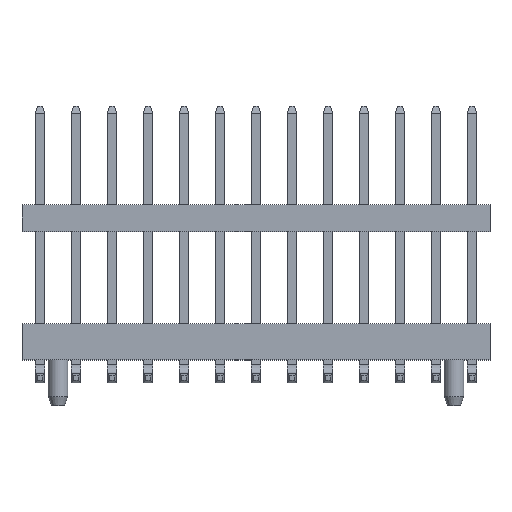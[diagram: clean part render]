
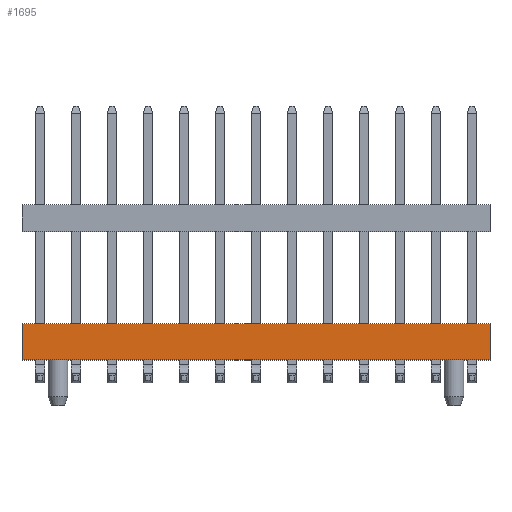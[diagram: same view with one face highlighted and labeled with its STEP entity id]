
A CAD part, top view. The second image highlights one B-rep face of the part: STEP entity #1695.
In plain terms, the highlighted planar face has unit normal (0, 0, 1).
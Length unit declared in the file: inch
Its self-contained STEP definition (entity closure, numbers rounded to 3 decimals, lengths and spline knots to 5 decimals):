
#1695 = ADVANCED_FACE( '', ( #3809 ), #3810, .F. );
#3809 = FACE_OUTER_BOUND( '', #6357, .T. );
#3810 = PLANE( '', #6358 );
#6357 = EDGE_LOOP( '', ( #11284, #11285, #11286, #11287 ) );
#6358 = AXIS2_PLACEMENT_3D( '', #11288, #11289, #11290 );
#11284 = ORIENTED_EDGE( '', *, *, #17212, .T. );
#11285 = ORIENTED_EDGE( '', *, *, #17213, .F. );
#11286 = ORIENTED_EDGE( '', *, *, #17214, .F. );
#11287 = ORIENTED_EDGE( '', *, *, #15242, .T. );
#11288 = CARTESIAN_POINT( '', ( -0.51181, 0.079, 0.0775 ) );
#11289 = DIRECTION( '', ( 0., 0., -1. ) );
#11290 = DIRECTION( '', ( -1., 0., 0. ) );
#15242 = EDGE_CURVE( '', #18240, #18238, #18241, .T. );
#17212 = EDGE_CURVE( '', #18238, #21390, #21391, .T. );
#17213 = EDGE_CURVE( '', #21392, #21390, #21393, .T. );
#17214 = EDGE_CURVE( '', #18240, #21392, #21394, .T. );
#18238 = VERTEX_POINT( '', #22624 );
#18240 = VERTEX_POINT( '', #22627 );
#18241 = LINE( '', #22628, #22629 );
#21390 = VERTEX_POINT( '', #27268 );
#21391 = LINE( '', #27269, #27270 );
#21392 = VERTEX_POINT( '', #27271 );
#21393 = LINE( '', #27272, #27273 );
#21394 = LINE( '', #27274, #27275 );
#22624 = CARTESIAN_POINT( '', ( -0.51181, 0., 0.0775 ) );
#22627 = CARTESIAN_POINT( '', ( -0.51181, 0.079, 0.0775 ) );
#22628 = CARTESIAN_POINT( '', ( -0.51181, 0.079, 0.0775 ) );
#22629 = VECTOR( '', #29079, 39.37008 );
#27268 = CARTESIAN_POINT( '', ( 0.51181, 0., 0.0775 ) );
#27269 = CARTESIAN_POINT( '', ( -0.51181, 0., 0.0775 ) );
#27270 = VECTOR( '', #30804, 39.37008 );
#27271 = CARTESIAN_POINT( '', ( 0.51181, 0.079, 0.0775 ) );
#27272 = CARTESIAN_POINT( '', ( 0.51181, 0.079, 0.0775 ) );
#27273 = VECTOR( '', #30805, 39.37008 );
#27274 = CARTESIAN_POINT( '', ( -0.51181, 0.079, 0.0775 ) );
#27275 = VECTOR( '', #30806, 39.37008 );
#29079 = DIRECTION( '', ( 0., -1., 0. ) );
#30804 = DIRECTION( '', ( 1., 0., 0. ) );
#30805 = DIRECTION( '', ( 0., -1., 0. ) );
#30806 = DIRECTION( '', ( 1., 0., 0. ) );
